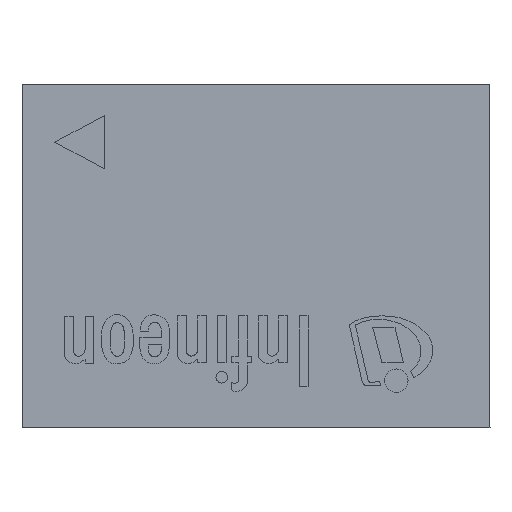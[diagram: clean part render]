
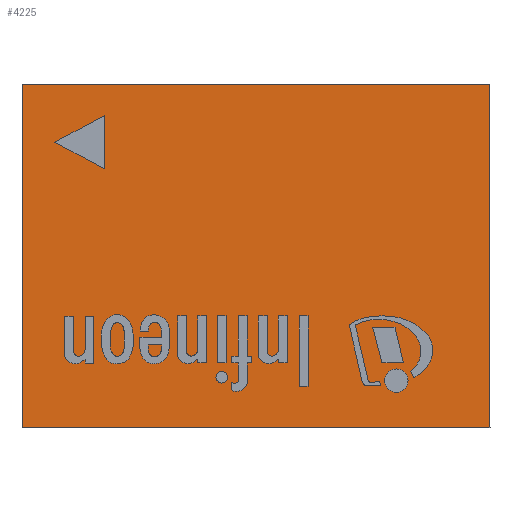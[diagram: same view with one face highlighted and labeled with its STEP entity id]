
A CAD part, top view. The second image highlights one B-rep face of the part: STEP entity #4225.
In plain terms, the highlighted planar face has unit normal (0, 0, 1).
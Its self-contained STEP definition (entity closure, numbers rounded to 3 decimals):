
#138=FACE_BOUND('',#431,.T.);
#165=FACE_OUTER_BOUND('',#430,.T.);
#430=EDGE_LOOP('',(#2821,#2822,#2823,#2824));
#431=EDGE_LOOP('',(#2825,#2826,#2827));
#708=LINE('',#5833,#1256);
#712=LINE('',#5840,#1260);
#714=LINE('',#5843,#1262);
#717=LINE('',#5852,#1265);
#720=LINE('',#5858,#1268);
#723=LINE('',#5864,#1271);
#726=LINE('',#5868,#1274);
#1256=VECTOR('',#4771,1.);
#1260=VECTOR('',#4777,1.);
#1262=VECTOR('',#4781,1.);
#1265=VECTOR('',#4788,1.);
#1268=VECTOR('',#4793,1.);
#1271=VECTOR('',#4798,1.);
#1274=VECTOR('',#4803,1.);
#1804=VERTEX_POINT('',#5830);
#1805=VERTEX_POINT('',#5832);
#1807=VERTEX_POINT('',#5838);
#1810=VERTEX_POINT('',#5849);
#1811=VERTEX_POINT('',#5851);
#1813=VERTEX_POINT('',#5857);
#1815=VERTEX_POINT('',#5863);
#2200=EDGE_CURVE('',#1805,#1804,#708,.T.);
#2204=EDGE_CURVE('',#1804,#1807,#712,.T.);
#2206=EDGE_CURVE('',#1807,#1805,#714,.T.);
#2209=EDGE_CURVE('',#1811,#1810,#717,.T.);
#2212=EDGE_CURVE('',#1813,#1811,#720,.T.);
#2215=EDGE_CURVE('',#1815,#1813,#723,.T.);
#2218=EDGE_CURVE('',#1810,#1815,#726,.T.);
#2821=ORIENTED_EDGE('',*,*,#2218,.T.);
#2822=ORIENTED_EDGE('',*,*,#2215,.T.);
#2823=ORIENTED_EDGE('',*,*,#2212,.T.);
#2824=ORIENTED_EDGE('',*,*,#2209,.T.);
#2825=ORIENTED_EDGE('',*,*,#2200,.T.);
#2826=ORIENTED_EDGE('',*,*,#2204,.T.);
#2827=ORIENTED_EDGE('',*,*,#2206,.T.);
#3982=PLANE('',#4518);
#4225=ADVANCED_FACE('',(#165,#138),#3982,.T.);
#4518=AXIS2_PLACEMENT_3D('',#5869,#4804,#4805);
#4771=DIRECTION('',(-0.88,0.474,0.));
#4777=DIRECTION('',(0.88,0.474,0.));
#4781=DIRECTION('',(0.,-1.,0.));
#4788=DIRECTION('',(1.,0.,0.));
#4793=DIRECTION('',(0.,-1.,0.));
#4798=DIRECTION('',(-1.,0.,0.));
#4803=DIRECTION('',(0.,1.,0.));
#4804=DIRECTION('center_axis',(0.,0.,1.));
#4805=DIRECTION('ref_axis',(0.,-1.,0.));
#5830=CARTESIAN_POINT('',(-0.645,0.364,0.65));
#5832=CARTESIAN_POINT('',(-0.486,0.279,0.65));
#5833=CARTESIAN_POINT('',(-0.319,0.189,0.65));
#5838=CARTESIAN_POINT('',(-0.486,0.45,0.65));
#5840=CARTESIAN_POINT('',(-0.392,0.501,0.65));
#5843=CARTESIAN_POINT('',(-0.486,0.139,0.65));
#5849=CARTESIAN_POINT('',(0.75,-0.55,0.65));
#5851=CARTESIAN_POINT('',(-0.75,-0.55,0.65));
#5852=CARTESIAN_POINT('',(-0.75,-0.55,0.65));
#5857=CARTESIAN_POINT('',(-0.75,0.55,0.65));
#5858=CARTESIAN_POINT('',(-0.75,0.55,0.65));
#5863=CARTESIAN_POINT('',(0.75,0.55,0.65));
#5864=CARTESIAN_POINT('',(0.75,0.55,0.65));
#5868=CARTESIAN_POINT('',(0.75,-0.55,0.65));
#5869=CARTESIAN_POINT('Origin',(0.,0.,
0.65));
